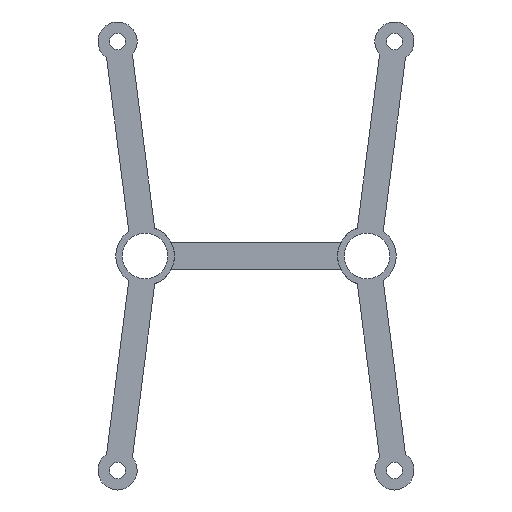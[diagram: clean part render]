
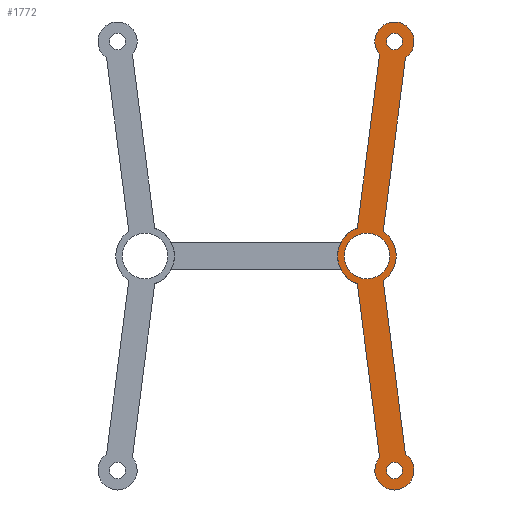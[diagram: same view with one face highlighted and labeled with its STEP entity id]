
A CAD part, front view. The second image highlights one B-rep face of the part: STEP entity #1772.
In plain terms, the highlighted planar face has unit normal (0, -1, 0).
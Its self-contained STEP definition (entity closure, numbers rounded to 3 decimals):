
#35 = VECTOR ( 'NONE', #1609, 1000. ) ;
#52 = ORIENTED_EDGE ( 'NONE', *, *, #740, .T. ) ;
#60 = FACE_OUTER_BOUND ( 'NONE', #141, .T. ) ;
#75 = EDGE_CURVE ( 'NONE', #1200, #393, #609, .T. ) ;
#102 = VECTOR ( 'NONE', #214, 1000. ) ;
#104 = CIRCLE ( 'NONE', #1162, 1.25 ) ;
#117 = VERTEX_POINT ( 'NONE', #1480 ) ;
#141 = EDGE_LOOP ( 'NONE', ( #1239, #1267, #995, #1195, #583, #1691, #1713, #1133, #814 ) ) ;
#154 = CARTESIAN_POINT ( 'NONE',  ( 22.914, 0., -30.398 ) ) ;
#155 = CARTESIAN_POINT ( 'NONE',  ( 21.215, 0., -34.121 ) ) ;
#168 = DIRECTION ( 'NONE',  ( 0., 1., 0. ) ) ;
#211 = DIRECTION ( 'NONE',  ( 0., 1., 0. ) ) ;
#214 = DIRECTION ( 'NONE',  ( 0.127, 0., -0.992 ) ) ;
#224 = CARTESIAN_POINT ( 'NONE',  ( 21.215, 0., 32.871 ) ) ;
#245 = AXIS2_PLACEMENT_3D ( 'NONE', #1492, #809, #1330 ) ;
#261 = VERTEX_POINT ( 'NONE', #1706 ) ;
#270 = DIRECTION ( 'NONE',  ( 0., 1., 0. ) ) ;
#273 = EDGE_CURVE ( 'NONE', #671, #1489, #1128, .T. ) ;
#290 = CARTESIAN_POINT ( 'NONE',  ( 19.496, 0., 3.744 ) ) ;
#307 = CIRCLE ( 'NONE', #1587, 3.5 ) ;
#333 = DIRECTION ( 'NONE',  ( 0., 0., -1. ) ) ;
#335 = ORIENTED_EDGE ( 'NONE', *, *, #273, .T. ) ;
#345 = CARTESIAN_POINT ( 'NONE',  ( 15.529, 0., 4.253 ) ) ;
#348 = FACE_BOUND ( 'NONE', #1341, .T. ) ;
#351 = CARTESIAN_POINT ( 'NONE',  ( 18.984, 0., 0.254 ) ) ;
#380 = VERTEX_POINT ( 'NONE', #1775 ) ;
#385 = CARTESIAN_POINT ( 'NONE',  ( 18.947, 0., -30.907 ) ) ;
#389 = VECTOR ( 'NONE', #1014, 1000. ) ;
#393 = VERTEX_POINT ( 'NONE', #607 ) ;
#491 = LINE ( 'NONE', #351, #102 ) ;
#498 = AXIS2_PLACEMENT_3D ( 'NONE', #1118, #688, #1257 ) ;
#516 = CARTESIAN_POINT ( 'NONE',  ( 17., 0., 0. ) ) ;
#522 = DIRECTION ( 'NONE',  ( 0., 1., 0. ) ) ;
#523 = DIRECTION ( 'NONE',  ( 0., 0., 1. ) ) ;
#524 = CARTESIAN_POINT ( 'NONE',  ( 21.215, 0., -32.871 ) ) ;
#532 = CARTESIAN_POINT ( 'NONE',  ( 17., 0., 0. ) ) ;
#553 = EDGE_CURVE ( 'NONE', #867, #117, #894, .T. ) ;
#566 = CARTESIAN_POINT ( 'NONE',  ( 15.016, 0., 0.254 ) ) ;
#583 = ORIENTED_EDGE ( 'NONE', *, *, #1168, .F. ) ;
#598 = CARTESIAN_POINT ( 'NONE',  ( 21.215, 0., -35.871 ) ) ;
#607 = CARTESIAN_POINT ( 'NONE',  ( 22.914, 0., 30.398 ) ) ;
#609 = LINE ( 'NONE', #1056, #35 ) ;
#614 = EDGE_LOOP ( 'NONE', ( #1598, #1702 ) ) ;
#627 = AXIS2_PLACEMENT_3D ( 'NONE', #1381, #1829, #979 ) ;
#630 = AXIS2_PLACEMENT_3D ( 'NONE', #516, #1610, #914 ) ;
#657 = FACE_BOUND ( 'NONE', #614, .T. ) ;
#658 = CIRCLE ( 'NONE', #1708, 3. ) ;
#660 = EDGE_CURVE ( 'NONE', #261, #1298, #491, .T. ) ;
#671 = VERTEX_POINT ( 'NONE', #155 ) ;
#688 = DIRECTION ( 'NONE',  ( 0., 1., 0. ) ) ;
#724 = VECTOR ( 'NONE', #1668, 1000. ) ;
#735 = VERTEX_POINT ( 'NONE', #797 ) ;
#740 = EDGE_CURVE ( 'NONE', #1489, #671, #104, .T. ) ;
#745 = CIRCLE ( 'NONE', #806, 4.5 ) ;
#797 = CARTESIAN_POINT ( 'NONE',  ( 18.947, 0., 30.907 ) ) ;
#800 = DIRECTION ( 'NONE',  ( 0., 1., 0. ) ) ;
#806 = AXIS2_PLACEMENT_3D ( 'NONE', #1853, #270, #523 ) ;
#809 = DIRECTION ( 'NONE',  ( 0., 1., 0. ) ) ;
#813 = ORIENTED_EDGE ( 'NONE', *, *, #553, .T. ) ;
#814 = ORIENTED_EDGE ( 'NONE', *, *, #1136, .F. ) ;
#825 = AXIS2_PLACEMENT_3D ( 'NONE', #1217, #1602, #1636 ) ;
#839 = CIRCLE ( 'NONE', #498, 4.5 ) ;
#853 = CIRCLE ( 'NONE', #627, 3. ) ;
#854 = CIRCLE ( 'NONE', #245, 3. ) ;
#860 = CIRCLE ( 'NONE', #825, 1.25 ) ;
#867 = VERTEX_POINT ( 'NONE', #886 ) ;
#873 = DIRECTION ( 'NONE',  ( 0., 0., 1. ) ) ;
#886 = CARTESIAN_POINT ( 'NONE',  ( 17., 0., 3.5 ) ) ;
#888 = DIRECTION ( 'NONE',  ( 0., 0., 1. ) ) ;
#894 = CIRCLE ( 'NONE', #1652, 3.5 ) ;
#914 = DIRECTION ( 'NONE',  ( 0., 0., 1. ) ) ;
#942 = AXIS2_PLACEMENT_3D ( 'NONE', #999, #1575, #888 ) ;
#954 = VERTEX_POINT ( 'NONE', #345 ) ;
#959 = EDGE_CURVE ( 'NONE', #1544, #380, #860, .T. ) ;
#967 = VERTEX_POINT ( 'NONE', #598 ) ;
#979 = DIRECTION ( 'NONE',  ( 0., 0., 1. ) ) ;
#981 = CARTESIAN_POINT ( 'NONE',  ( 21.215, 0., -31.621 ) ) ;
#995 = ORIENTED_EDGE ( 'NONE', *, *, #1507, .T. ) ;
#999 = CARTESIAN_POINT ( 'NONE',  ( 21.215, 0., -32.871 ) ) ;
#1003 = LINE ( 'NONE', #566, #389 ) ;
#1014 = DIRECTION ( 'NONE',  ( -0.127, 0., -0.992 ) ) ;
#1056 = CARTESIAN_POINT ( 'NONE',  ( 18.984, 0., -0.254 ) ) ;
#1109 = LINE ( 'NONE', #1839, #724 ) ;
#1118 = CARTESIAN_POINT ( 'NONE',  ( 17., 0., 0. ) ) ;
#1128 = CIRCLE ( 'NONE', #942, 1.25 ) ;
#1133 = ORIENTED_EDGE ( 'NONE', *, *, #660, .F. ) ;
#1136 = EDGE_CURVE ( 'NONE', #1200, #261, #839, .T. ) ;
#1140 = EDGE_CURVE ( 'NONE', #1560, #954, #745, .T. ) ;
#1158 = EDGE_LOOP ( 'NONE', ( #335, #52 ) ) ;
#1162 = AXIS2_PLACEMENT_3D ( 'NONE', #1817, #211, #1657 ) ;
#1168 = EDGE_CURVE ( 'NONE', #1170, #1560, #1109, .T. ) ;
#1170 = VERTEX_POINT ( 'NONE', #385 ) ;
#1181 = EDGE_CURVE ( 'NONE', #967, #1170, #853, .T. ) ;
#1192 = CARTESIAN_POINT ( 'NONE',  ( 15.529, 0., -4.253 ) ) ;
#1195 = ORIENTED_EDGE ( 'NONE', *, *, #1140, .F. ) ;
#1200 = VERTEX_POINT ( 'NONE', #290 ) ;
#1201 = EDGE_CURVE ( 'NONE', #380, #1544, #1803, .T. ) ;
#1217 = CARTESIAN_POINT ( 'NONE',  ( 21.215, 0., 32.871 ) ) ;
#1239 = ORIENTED_EDGE ( 'NONE', *, *, #75, .T. ) ;
#1257 = DIRECTION ( 'NONE',  ( 0., 0., 1. ) ) ;
#1267 = ORIENTED_EDGE ( 'NONE', *, *, #1746, .F. ) ;
#1298 = VERTEX_POINT ( 'NONE', #154 ) ;
#1330 = DIRECTION ( 'NONE',  ( 0., 0., -1. ) ) ;
#1336 = FACE_BOUND ( 'NONE', #1158, .T. ) ;
#1341 = EDGE_LOOP ( 'NONE', ( #1714, #813 ) ) ;
#1354 = DIRECTION ( 'NONE',  ( 0., 0., 1. ) ) ;
#1381 = CARTESIAN_POINT ( 'NONE',  ( 21.215, 0., -32.871 ) ) ;
#1383 = EDGE_CURVE ( 'NONE', #1298, #967, #658, .T. ) ;
#1407 = DIRECTION ( 'NONE',  ( 0., 0., 1. ) ) ;
#1453 = CARTESIAN_POINT ( 'NONE',  ( 21.215, 0., 34.121 ) ) ;
#1473 = DIRECTION ( 'NONE',  ( 0., 1., 0. ) ) ;
#1480 = CARTESIAN_POINT ( 'NONE',  ( 17., 0., -3.5 ) ) ;
#1482 = PLANE ( 'NONE',  #630 ) ;
#1489 = VERTEX_POINT ( 'NONE', #981 ) ;
#1492 = CARTESIAN_POINT ( 'NONE',  ( 21.215, 0., 32.871 ) ) ;
#1507 = EDGE_CURVE ( 'NONE', #735, #954, #1003, .T. ) ;
#1544 = VERTEX_POINT ( 'NONE', #1453 ) ;
#1560 = VERTEX_POINT ( 'NONE', #1192 ) ;
#1575 = DIRECTION ( 'NONE',  ( 0., 1., 0. ) ) ;
#1587 = AXIS2_PLACEMENT_3D ( 'NONE', #532, #522, #1407 ) ;
#1598 = ORIENTED_EDGE ( 'NONE', *, *, #1201, .T. ) ;
#1602 = DIRECTION ( 'NONE',  ( 0., 1., 0. ) ) ;
#1609 = DIRECTION ( 'NONE',  ( 0.127, 0., 0.992 ) ) ;
#1610 = DIRECTION ( 'NONE',  ( 0., 1., 0. ) ) ;
#1636 = DIRECTION ( 'NONE',  ( 0., 0., -1. ) ) ;
#1652 = AXIS2_PLACEMENT_3D ( 'NONE', #1755, #168, #873 ) ;
#1657 = DIRECTION ( 'NONE',  ( 0., 0., 1. ) ) ;
#1668 = DIRECTION ( 'NONE',  ( -0.127, 0., 0.992 ) ) ;
#1678 = AXIS2_PLACEMENT_3D ( 'NONE', #224, #1473, #333 ) ;
#1691 = ORIENTED_EDGE ( 'NONE', *, *, #1181, .F. ) ;
#1702 = ORIENTED_EDGE ( 'NONE', *, *, #959, .T. ) ;
#1706 = CARTESIAN_POINT ( 'NONE',  ( 19.496, 0., -3.744 ) ) ;
#1708 = AXIS2_PLACEMENT_3D ( 'NONE', #524, #800, #1354 ) ;
#1713 = ORIENTED_EDGE ( 'NONE', *, *, #1383, .F. ) ;
#1714 = ORIENTED_EDGE ( 'NONE', *, *, #1846, .T. ) ;
#1746 = EDGE_CURVE ( 'NONE', #735, #393, #854, .T. ) ;
#1755 = CARTESIAN_POINT ( 'NONE',  ( 17., 0., 0. ) ) ;
#1772 = ADVANCED_FACE ( 'NONE', ( #657, #348, #1336, #60 ), #1482, .F. ) ;
#1775 = CARTESIAN_POINT ( 'NONE',  ( 21.215, 0., 31.621 ) ) ;
#1803 = CIRCLE ( 'NONE', #1678, 1.25 ) ;
#1817 = CARTESIAN_POINT ( 'NONE',  ( 21.215, 0., -32.871 ) ) ;
#1829 = DIRECTION ( 'NONE',  ( 0., 1., 0. ) ) ;
#1839 = CARTESIAN_POINT ( 'NONE',  ( 15.016, 0., -0.254 ) ) ;
#1846 = EDGE_CURVE ( 'NONE', #117, #867, #307, .T. ) ;
#1853 = CARTESIAN_POINT ( 'NONE',  ( 17., 0., 0. ) ) ;
